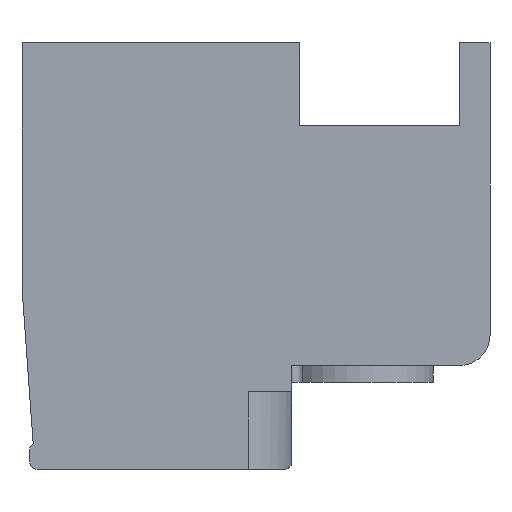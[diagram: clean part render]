
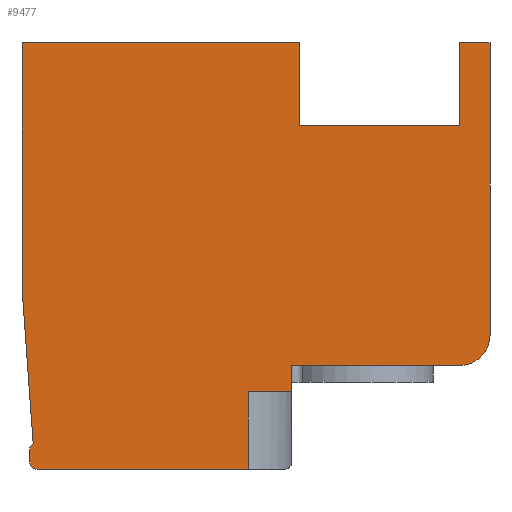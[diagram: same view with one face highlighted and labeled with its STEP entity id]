
A CAD part, front view. The second image highlights one B-rep face of the part: STEP entity #9477.
In plain terms, the highlighted planar face has unit normal (0, -1, 0).
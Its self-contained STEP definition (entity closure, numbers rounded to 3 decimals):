
#1=DIRECTION('',(0.,0.,1.));
#2=VECTOR('',#1,2.05);
#3=CARTESIAN_POINT('',(-0.15,0.,-6.175));
#4=LINE('',#3,#2);
#5=DIRECTION('',(-1.,0.,0.));
#6=VECTOR('',#5,5.6);
#7=CARTESIAN_POINT('',(-0.15,0.,-6.175));
#8=LINE('',#7,#6);
#9=CARTESIAN_POINT('',(-5.75,0.,-5.975));
#10=DIRECTION('',(0.,1.,0.));
#11=DIRECTION('',(0.,0.,-1.));
#12=AXIS2_PLACEMENT_3D('',#9,#10,#11);
#14=DIRECTION('',(0.,0.,1.));
#15=VECTOR('',#14,0.3);
#16=CARTESIAN_POINT('',(-5.95,0.,-5.975));
#17=LINE('',#16,#15);
#18=CARTESIAN_POINT('',(-5.75,0.,-5.675));
#19=DIRECTION('',(0.,1.,0.));
#20=DIRECTION('',(-1.,0.,0.));
#21=AXIS2_PLACEMENT_3D('',#18,#19,#20);
#23=DIRECTION('',(-0.072,0.,0.997));
#24=VECTOR('',#23,4.13);
#25=CARTESIAN_POINT('',(-5.854,0.,-5.504));
#26=LINE('',#25,#24);
#27=DIRECTION('',(0.,0.,1.));
#28=VECTOR('',#27,6.51);
#29=CARTESIAN_POINT('',(-6.15,0.,-1.385));
#30=LINE('',#29,#28);
#31=DIRECTION('',(1.,0.,0.));
#32=VECTOR('',#31,7.35);
#33=CARTESIAN_POINT('',(-6.15,0.,5.125));
#34=LINE('',#33,#32);
#35=DIRECTION('',(0.,0.,-1.));
#36=VECTOR('',#35,2.2);
#37=CARTESIAN_POINT('',(1.2,0.,5.125));
#38=LINE('',#37,#36);
#39=DIRECTION('',(1.,0.,0.));
#40=VECTOR('',#39,4.25);
#41=CARTESIAN_POINT('',(1.2,0.,2.925));
#42=LINE('',#41,#40);
#43=DIRECTION('',(0.,0.,1.));
#44=VECTOR('',#43,2.2);
#45=CARTESIAN_POINT('',(5.45,0.,2.925));
#46=LINE('',#45,#44);
#47=DIRECTION('',(1.,0.,0.));
#48=VECTOR('',#47,0.8);
#49=CARTESIAN_POINT('',(5.45,0.,5.125));
#50=LINE('',#49,#48);
#51=DIRECTION('',(0.,0.,-1.));
#52=VECTOR('',#51,7.75);
#53=CARTESIAN_POINT('',(6.25,0.,5.125));
#54=LINE('',#53,#52);
#55=CARTESIAN_POINT('',(5.45,0.,-2.625));
#56=DIRECTION('',(0.,1.,0.));
#57=DIRECTION('',(1.,0.,0.));
#58=AXIS2_PLACEMENT_3D('',#55,#56,#57);
#60=DIRECTION('',(-1.,0.,0.));
#61=VECTOR('',#60,4.45);
#62=CARTESIAN_POINT('',(5.45,0.,-3.425));
#63=LINE('',#62,#61);
#64=DIRECTION('',(0.,0.,-1.));
#65=VECTOR('',#64,0.7);
#66=CARTESIAN_POINT('',(1.,0.,-3.425));
#67=LINE('',#66,#65);
#68=DIRECTION('',(1.,0.,0.));
#69=VECTOR('',#68,1.15);
#70=CARTESIAN_POINT('',(-0.15,0.,-4.125));
#71=LINE('',#70,#69);
#7278=CARTESIAN_POINT('',(6.25,0.,5.125));
#7279=CARTESIAN_POINT('',(6.25,0.,-2.625));
#7280=VERTEX_POINT('',#7278);
#7281=VERTEX_POINT('',#7279);
#7282=CARTESIAN_POINT('',(5.45,0.,-3.425));
#7283=VERTEX_POINT('',#7282);
#7284=CARTESIAN_POINT('',(1.,0.,-3.425));
#7285=VERTEX_POINT('',#7284);
#7286=CARTESIAN_POINT('',(-5.75,0.,-6.175));
#7287=CARTESIAN_POINT('',(-5.95,0.,-5.975));
#7288=VERTEX_POINT('',#7286);
#7289=VERTEX_POINT('',#7287);
#7290=CARTESIAN_POINT('',(-5.95,0.,-5.675));
#7291=VERTEX_POINT('',#7290);
#7292=CARTESIAN_POINT('',(-5.854,0.,-5.504));
#7293=VERTEX_POINT('',#7292);
#7294=CARTESIAN_POINT('',(-6.15,0.,-1.385));
#7295=VERTEX_POINT('',#7294);
#7296=CARTESIAN_POINT('',(-6.15,0.,5.125));
#7297=VERTEX_POINT('',#7296);
#7298=CARTESIAN_POINT('',(1.2,0.,5.125));
#7299=CARTESIAN_POINT('',(1.2,0.,2.925));
#7300=VERTEX_POINT('',#7298);
#7301=VERTEX_POINT('',#7299);
#7302=CARTESIAN_POINT('',(5.45,0.,2.925));
#7303=VERTEX_POINT('',#7302);
#7304=CARTESIAN_POINT('',(5.45,0.,5.125));
#7305=VERTEX_POINT('',#7304);
#7756=CARTESIAN_POINT('',(-0.15,0.,-6.175));
#7757=CARTESIAN_POINT('',(-0.15,0.,-4.125));
#7758=VERTEX_POINT('',#7756);
#7759=VERTEX_POINT('',#7757);
#7760=CARTESIAN_POINT('',(1.,0.,-4.125));
#7761=VERTEX_POINT('',#7760);
#9436=CARTESIAN_POINT('',(0.,0.,0.));
#9437=DIRECTION('',(0.,1.,0.));
#9438=DIRECTION('',(1.,0.,0.));
#9439=AXIS2_PLACEMENT_3D('',#9436,#9437,#9438);
#9440=PLANE('',#9439);
#9442=ORIENTED_EDGE('',*,*,#9441,.F.);
#9444=ORIENTED_EDGE('',*,*,#9443,.T.);
#9446=ORIENTED_EDGE('',*,*,#9445,.T.);
#9448=ORIENTED_EDGE('',*,*,#9447,.T.);
#9450=ORIENTED_EDGE('',*,*,#9449,.T.);
#9452=ORIENTED_EDGE('',*,*,#9451,.T.);
#9454=ORIENTED_EDGE('',*,*,#9453,.T.);
#9456=ORIENTED_EDGE('',*,*,#9455,.T.);
#9458=ORIENTED_EDGE('',*,*,#9457,.T.);
#9460=ORIENTED_EDGE('',*,*,#9459,.T.);
#9462=ORIENTED_EDGE('',*,*,#9461,.T.);
#9464=ORIENTED_EDGE('',*,*,#9463,.T.);
#9466=ORIENTED_EDGE('',*,*,#9465,.T.);
#9468=ORIENTED_EDGE('',*,*,#9467,.T.);
#9470=ORIENTED_EDGE('',*,*,#9469,.T.);
#9472=ORIENTED_EDGE('',*,*,#9471,.T.);
#9474=ORIENTED_EDGE('',*,*,#9473,.F.);
#9475=EDGE_LOOP('',(#9442,#9444,#9446,#9448,#9450,#9452,#9454,#9456,#9458,#9460,
#9462,#9464,#9466,#9468,#9470,#9472,#9474));
#9476=FACE_OUTER_BOUND('',#9475,.F.);
#9477=ADVANCED_FACE('',(#9476),#9440,.F.);
#13=CIRCLE('',#12,0.2);
#22=CIRCLE('',#21,0.2);
#59=CIRCLE('',#58,0.8);
#9441=EDGE_CURVE('',#7758,#7759,#4,.T.);
#9443=EDGE_CURVE('',#7758,#7288,#8,.T.);
#9445=EDGE_CURVE('',#7288,#7289,#13,.T.);
#9447=EDGE_CURVE('',#7289,#7291,#17,.T.);
#9449=EDGE_CURVE('',#7291,#7293,#22,.T.);
#9451=EDGE_CURVE('',#7293,#7295,#26,.T.);
#9453=EDGE_CURVE('',#7295,#7297,#30,.T.);
#9455=EDGE_CURVE('',#7297,#7300,#34,.T.);
#9457=EDGE_CURVE('',#7300,#7301,#38,.T.);
#9459=EDGE_CURVE('',#7301,#7303,#42,.T.);
#9461=EDGE_CURVE('',#7303,#7305,#46,.T.);
#9463=EDGE_CURVE('',#7305,#7280,#50,.T.);
#9465=EDGE_CURVE('',#7280,#7281,#54,.T.);
#9467=EDGE_CURVE('',#7281,#7283,#59,.T.);
#9469=EDGE_CURVE('',#7283,#7285,#63,.T.);
#9471=EDGE_CURVE('',#7285,#7761,#67,.T.);
#9473=EDGE_CURVE('',#7759,#7761,#71,.T.);
